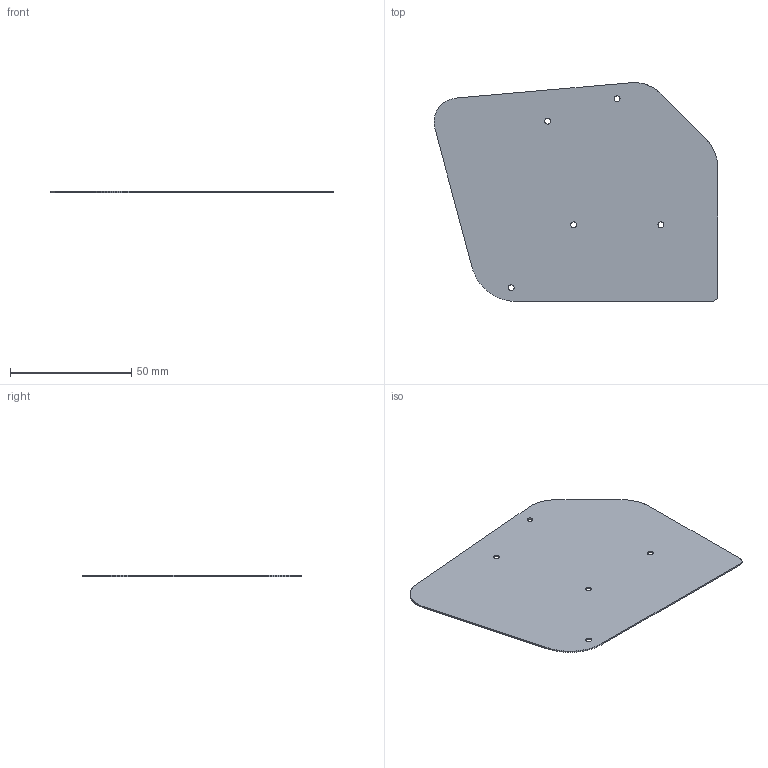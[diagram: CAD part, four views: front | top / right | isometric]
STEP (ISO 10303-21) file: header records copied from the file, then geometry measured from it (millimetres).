
FILE_DESCRIPTION(('KiCad electronic assembly'),'2;1');
FILE_NAME('bottom_plate.step','2024-10-19T19:53:16',('Pcbnew'),('Kicad') ,'Open CASCADE STEP processor 7.7','KiCad to STEP converter','Unknown' );
FILE_SCHEMA(('AUTOMOTIVE_DESIGN { 1 0 10303 214 1 1 1 1 }'));
Length unit declared in the file: millimetre
Products named in the file (2): bottom_plate 1; bottom_plate_PCB
Assembly tree (1 placements, depth 2):
  bottom_plate 1
    bottom_plate_PCB
Bounding box: 117.04 x 90.27 x 0.6 mm (x, y, z)
Volume: 5449.8 mm3; surface area: 18407.1 mm2
Topology: 1 solids, 1 shells, 138 faces, 408 edges, 272 vertices
Faces by surface type: plane 132, cylinder 6
Full cylindrical faces by diameter (mm): 2.4 x5
Entity records: 4581 total; most frequent: CARTESIAN_POINT 820, ORIENTED_EDGE 816, DIRECTION 700, EDGE_CURVE 408, LINE 396, VECTOR 396, VERTEX_POINT 272, AXIS2_PLACEMENT_3D 152
